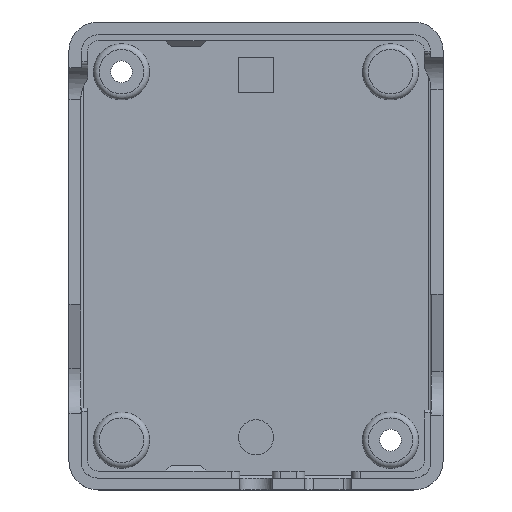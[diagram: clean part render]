
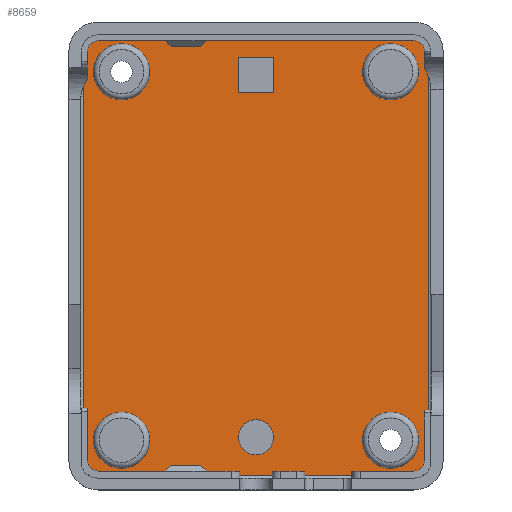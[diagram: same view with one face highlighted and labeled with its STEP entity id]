
A CAD part, top view. The second image highlights one B-rep face of the part: STEP entity #8659.
In plain terms, the highlighted planar face has unit normal (0, 0, 1).
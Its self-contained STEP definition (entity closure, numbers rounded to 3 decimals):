
#64=FACE_BOUND('',#1975,.T.);
#65=FACE_BOUND('',#1976,.T.);
#66=FACE_BOUND('',#1977,.T.);
#67=FACE_BOUND('',#1978,.T.);
#68=FACE_BOUND('',#1979,.T.);
#69=FACE_BOUND('',#1980,.T.);
#1013=PLANE('',#8991);
#1477=FACE_OUTER_BOUND('',#1974,.T.);
#1974=EDGE_LOOP('',(#8091,#8092,#8093,#8094,#8095,#8096,#8097,#8098));
#1975=EDGE_LOOP('',(#8099,#8100,#8101,#8102));
#1976=EDGE_LOOP('',(#8103));
#1977=EDGE_LOOP('',(#8104));
#1978=EDGE_LOOP('',(#8105));
#1979=EDGE_LOOP('',(#8106));
#1980=EDGE_LOOP('',(#8107));
#2033=LINE('',#10424,#2672);
#2037=LINE('',#10432,#2676);
#2040=LINE('',#10438,#2679);
#2043=LINE('',#10443,#2682);
#2626=LINE('',#17494,#3265);
#2627=LINE('',#17498,#3266);
#2628=LINE('',#17502,#3267);
#2629=LINE('',#17505,#3268);
#2672=VECTOR('',#9097,10.);
#2676=VECTOR('',#9103,10.);
#2679=VECTOR('',#9108,10.);
#2682=VECTOR('',#9113,10.);
#3265=VECTOR('',#10272,10.);
#3266=VECTOR('',#10275,10.);
#3267=VECTOR('',#10278,10.);
#3268=VECTOR('',#10281,10.);
#3275=CIRCLE('',#8708,3.);
#3293=CIRCLE('',#8805,4.8);
#3298=CIRCLE('',#8813,4.8);
#3304=CIRCLE('',#8822,4.8);
#3310=CIRCLE('',#8831,4.8);
#3377=CIRCLE('',#8992,2.5);
#3378=CIRCLE('',#8993,2.5);
#3379=CIRCLE('',#8994,2.5);
#3380=CIRCLE('',#8995,2.5);
#3428=VERTEX_POINT('',#10422);
#3429=VERTEX_POINT('',#10423);
#3432=VERTEX_POINT('',#10431);
#3434=VERTEX_POINT('',#10437);
#3437=VERTEX_POINT('',#10449);
#4110=VERTEX_POINT('',#17009);
#4114=VERTEX_POINT('',#17022);
#4119=VERTEX_POINT('',#17037);
#4124=VERTEX_POINT('',#17052);
#4237=VERTEX_POINT('',#17490);
#4238=VERTEX_POINT('',#17491);
#4239=VERTEX_POINT('',#17493);
#4240=VERTEX_POINT('',#17495);
#4241=VERTEX_POINT('',#17497);
#4242=VERTEX_POINT('',#17499);
#4243=VERTEX_POINT('',#17501);
#4244=VERTEX_POINT('',#17503);
#4292=EDGE_CURVE('',#3428,#3429,#2033,.T.);
#4296=EDGE_CURVE('',#3429,#3432,#2037,.T.);
#4299=EDGE_CURVE('',#3432,#3434,#2040,.T.);
#4302=EDGE_CURVE('',#3434,#3428,#2043,.T.);
#4306=EDGE_CURVE('',#3437,#3437,#3275,.T.);
#5309=EDGE_CURVE('',#4110,#4110,#3293,.T.);
#5315=EDGE_CURVE('',#4114,#4114,#3298,.T.);
#5322=EDGE_CURVE('',#4119,#4119,#3304,.T.);
#5329=EDGE_CURVE('',#4124,#4124,#3310,.T.);
#5528=EDGE_CURVE('',#4237,#4238,#3377,.T.);
#5529=EDGE_CURVE('',#4238,#4239,#2626,.T.);
#5530=EDGE_CURVE('',#4239,#4240,#3378,.T.);
#5531=EDGE_CURVE('',#4240,#4241,#2627,.T.);
#5532=EDGE_CURVE('',#4241,#4242,#3379,.T.);
#5533=EDGE_CURVE('',#4242,#4243,#2628,.T.);
#5534=EDGE_CURVE('',#4243,#4244,#3380,.T.);
#5535=EDGE_CURVE('',#4244,#4237,#2629,.T.);
#8091=ORIENTED_EDGE('',*,*,#5528,.T.);
#8092=ORIENTED_EDGE('',*,*,#5529,.T.);
#8093=ORIENTED_EDGE('',*,*,#5530,.T.);
#8094=ORIENTED_EDGE('',*,*,#5531,.T.);
#8095=ORIENTED_EDGE('',*,*,#5532,.T.);
#8096=ORIENTED_EDGE('',*,*,#5533,.T.);
#8097=ORIENTED_EDGE('',*,*,#5534,.T.);
#8098=ORIENTED_EDGE('',*,*,#5535,.T.);
#8099=ORIENTED_EDGE('',*,*,#4292,.T.);
#8100=ORIENTED_EDGE('',*,*,#4296,.T.);
#8101=ORIENTED_EDGE('',*,*,#4299,.T.);
#8102=ORIENTED_EDGE('',*,*,#4302,.T.);
#8103=ORIENTED_EDGE('',*,*,#4306,.T.);
#8104=ORIENTED_EDGE('',*,*,#5329,.T.);
#8105=ORIENTED_EDGE('',*,*,#5309,.T.);
#8106=ORIENTED_EDGE('',*,*,#5315,.T.);
#8107=ORIENTED_EDGE('',*,*,#5322,.T.);
#8659=ADVANCED_FACE('',(#1477,#64,#65,#66,#67,#68,#69),#1013,.T.);
#8708=AXIS2_PLACEMENT_3D('',#10451,#9122,#9123);
#8805=AXIS2_PLACEMENT_3D('',#17011,#9766,#9767);
#8813=AXIS2_PLACEMENT_3D('',#17024,#9783,#9784);
#8822=AXIS2_PLACEMENT_3D('',#17039,#9802,#9803);
#8831=AXIS2_PLACEMENT_3D('',#17054,#9821,#9822);
#8991=AXIS2_PLACEMENT_3D('',#17489,#10268,#10269);
#8992=AXIS2_PLACEMENT_3D('',#17492,#10270,#10271);
#8993=AXIS2_PLACEMENT_3D('',#17496,#10273,#10274);
#8994=AXIS2_PLACEMENT_3D('',#17500,#10276,#10277);
#8995=AXIS2_PLACEMENT_3D('',#17504,#10279,#10280);
#9097=DIRECTION('',(-1.,0.,0.));
#9103=DIRECTION('',(0.,1.,0.));
#9108=DIRECTION('',(1.,0.,0.));
#9113=DIRECTION('',(0.,-1.,0.));
#9122=DIRECTION('center_axis',(0.,0.,-1.));
#9123=DIRECTION('ref_axis',(1.,0.,0.));
#9766=DIRECTION('center_axis',(0.,0.,-1.));
#9767=DIRECTION('ref_axis',(1.,0.,0.));
#9783=DIRECTION('center_axis',(0.,0.,-1.));
#9784=DIRECTION('ref_axis',(1.,0.,0.));
#9802=DIRECTION('center_axis',(0.,0.,-1.));
#9803=DIRECTION('ref_axis',(1.,0.,0.));
#9821=DIRECTION('center_axis',(0.,0.,-1.));
#9822=DIRECTION('ref_axis',(1.,0.,0.));
#10268=DIRECTION('center_axis',(0.,0.,1.));
#10269=DIRECTION('ref_axis',(1.,0.,0.));
#10270=DIRECTION('center_axis',(0.,0.,1.));
#10271=DIRECTION('ref_axis',(-0.707,0.707,0.));
#10272=DIRECTION('',(0.,-1.,0.));
#10273=DIRECTION('center_axis',(0.,0.,1.));
#10274=DIRECTION('ref_axis',(-0.707,-0.707,0.));
#10275=DIRECTION('',(1.,0.,0.));
#10276=DIRECTION('center_axis',(0.,0.,1.));
#10277=DIRECTION('ref_axis',(0.707,-0.707,0.));
#10278=DIRECTION('',(0.,1.,0.));
#10279=DIRECTION('center_axis',(0.,0.,1.));
#10280=DIRECTION('ref_axis',(0.707,0.707,0.));
#10281=DIRECTION('',(-1.,0.,0.));
#10422=CARTESIAN_POINT('',(3.,-9.5,2.));
#10423=CARTESIAN_POINT('',(-3.,-9.5,2.));
#10424=CARTESIAN_POINT('',(-1.5,-9.5,2.));
#10431=CARTESIAN_POINT('',(-3.,-3.5,2.));
#10432=CARTESIAN_POINT('',(-3.,-20.5,2.));
#10437=CARTESIAN_POINT('',(3.,-3.5,2.));
#10438=CARTESIAN_POINT('',(1.5,-3.5,2.));
#10443=CARTESIAN_POINT('',(3.,-23.5,2.));
#10449=CARTESIAN_POINT('',(-3.,-68.5,2.));
#10451=CARTESIAN_POINT('Origin',(0.,-68.5,
2.));
#17009=CARTESIAN_POINT('',(-27.8,-69.,2.));
#17011=CARTESIAN_POINT('Origin',(-23.,-69.,2.));
#17022=CARTESIAN_POINT('',(18.2,-69.,2.));
#17024=CARTESIAN_POINT('Origin',(23.,-69.,2.));
#17037=CARTESIAN_POINT('',(-27.8,-6.,2.));
#17039=CARTESIAN_POINT('Origin',(-23.,-6.,2.));
#17052=CARTESIAN_POINT('',(18.2,-6.,2.));
#17054=CARTESIAN_POINT('Origin',(23.,-6.,2.));
#17489=CARTESIAN_POINT('Origin',(0.,-37.5,2.));
#17490=CARTESIAN_POINT('',(-27.,0.,2.));
#17491=CARTESIAN_POINT('',(-29.5,-2.5,2.));
#17492=CARTESIAN_POINT('Origin',(-27.,-2.5,2.));
#17493=CARTESIAN_POINT('',(-29.5,-72.5,2.));
#17494=CARTESIAN_POINT('',(-29.5,-17.5,2.));
#17495=CARTESIAN_POINT('',(-27.,-75.,2.));
#17496=CARTESIAN_POINT('Origin',(-27.,-72.5,2.));
#17497=CARTESIAN_POINT('',(27.,-75.,2.));
#17498=CARTESIAN_POINT('',(-16.,-75.,2.));
#17499=CARTESIAN_POINT('',(29.5,-72.5,2.));
#17500=CARTESIAN_POINT('Origin',(27.,-72.5,2.));
#17501=CARTESIAN_POINT('',(29.5,-2.5,2.));
#17502=CARTESIAN_POINT('',(29.5,-57.5,2.));
#17503=CARTESIAN_POINT('',(27.,0.,2.));
#17504=CARTESIAN_POINT('Origin',(27.,-2.5,2.));
#17505=CARTESIAN_POINT('',(16.,0.,2.));
